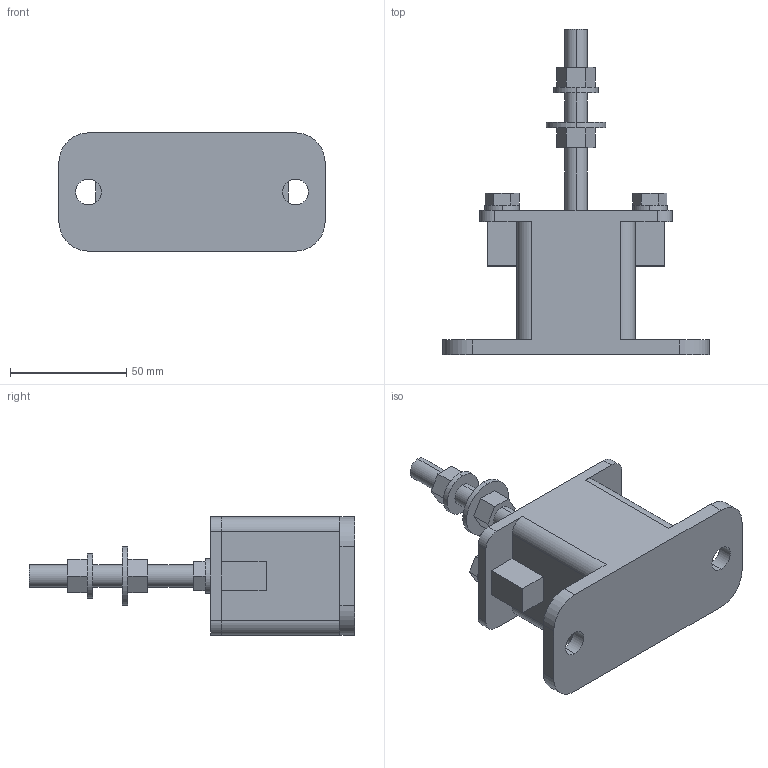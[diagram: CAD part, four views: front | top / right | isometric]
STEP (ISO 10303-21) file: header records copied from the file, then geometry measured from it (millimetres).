
FILE_DESCRIPTION (( 'STEP AP203' ), '1' );
FILE_NAME ('SRMT-020 Rev K.STEP', '2024-12-20T21:08:58', ( '' ), ( '' ), 'SwSTEP 2.0', 'SolidWorks 2016', '' );
FILE_SCHEMA (( 'CONFIG_CONTROL_DESIGN' ));
Length unit declared in the file: inch
Products named in the file (1): SRMT-020 Rev K
Bounding box: 114.3 x 139.7 x 50.8 mm (x, y, z)
Volume: 146187.7 mm3; surface area: 51460.9 mm2
Topology: 1 solids, 2 shells, 114 faces, 288 edges, 192 vertices
Faces by surface type: plane 70, cylinder 44
Entity records: 3529 total; most frequent: DIRECTION 606, CARTESIAN_POINT 595, ORIENTED_EDGE 576, EDGE_CURVE 288, AXIS2_PLACEMENT_3D 203, LINE 200, VECTOR 200, VERTEX_POINT 192
